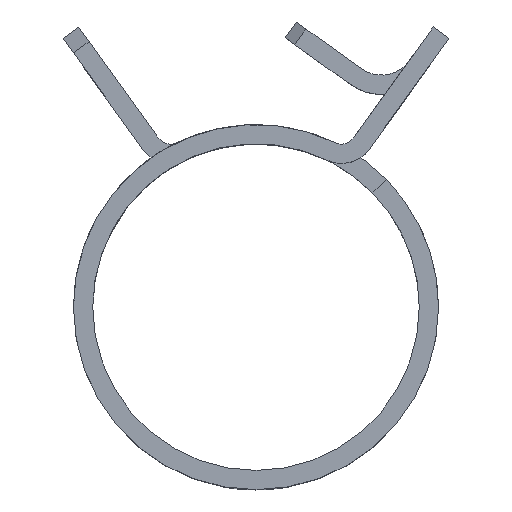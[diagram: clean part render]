
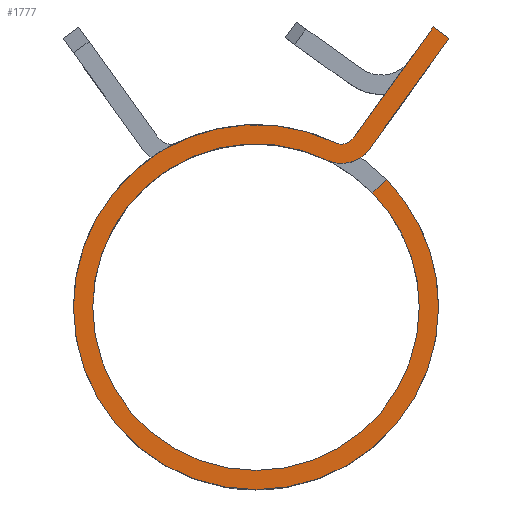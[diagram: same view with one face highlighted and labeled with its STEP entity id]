
A CAD part, top view. The second image highlights one B-rep face of the part: STEP entity #1777.
In plain terms, the highlighted planar face has unit normal (0, 0, 1).
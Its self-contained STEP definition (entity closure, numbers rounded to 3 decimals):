
#274 = DIRECTION ( 'NONE',  ( 1., 0., 0. ) ) ;
#380 = LINE ( 'NONE', #5665, #2197 ) ;
#393 = ORIENTED_EDGE ( 'NONE', *, *, #4027, .F. ) ;
#433 = CARTESIAN_POINT ( 'NONE',  ( 0., 0., 6. ) ) ;
#490 = EDGE_CURVE ( 'NONE', #5603, #3158, #3287, .T. ) ;
#510 = DIRECTION ( 'NONE',  ( 0., 0., 1. ) ) ;
#534 = ORIENTED_EDGE ( 'NONE', *, *, #2191, .T. ) ;
#539 = VERTEX_POINT ( 'NONE', #4825 ) ;
#633 = CIRCLE ( 'NONE', #3518, 11. ) ;
#645 = ORIENTED_EDGE ( 'NONE', *, *, #5993, .F. ) ;
#660 = CARTESIAN_POINT ( 'NONE',  ( 13., 18.119, 6. ) ) ;
#671 = CARTESIAN_POINT ( 'NONE',  ( 12.3, 0., 6. ) ) ;
#698 = DIRECTION ( 'NONE',  ( 1., 0., 0. ) ) ;
#735 = PLANE ( 'NONE',  #2003 ) ;
#873 = DIRECTION ( 'NONE',  ( 0.715, 0.699, 0. ) ) ;
#896 = CIRCLE ( 'NONE', #2692, 11. ) ;
#916 = AXIS2_PLACEMENT_3D ( 'NONE', #433, #3205, #4616 ) ;
#1014 = ORIENTED_EDGE ( 'NONE', *, *, #3748, .F. ) ;
#1029 = DIRECTION ( 'NONE',  ( 1., 0., 0. ) ) ;
#1109 = ORIENTED_EDGE ( 'NONE', *, *, #1158, .F. ) ;
#1158 = EDGE_CURVE ( 'NONE', #3270, #539, #380, .T. ) ;
#1282 = EDGE_CURVE ( 'NONE', #5471, #5923, #4388, .T. ) ;
#1407 = CIRCLE ( 'NONE', #3992, 1. ) ;
#1457 = ORIENTED_EDGE ( 'NONE', *, *, #3983, .T. ) ;
#1504 = AXIS2_PLACEMENT_3D ( 'NONE', #5280, #5315, #3887 ) ;
#1625 = ORIENTED_EDGE ( 'NONE', *, *, #2920, .T. ) ;
#1718 = VECTOR ( 'NONE', #4429, 1000. ) ;
#1777 = ADVANCED_FACE ( 'NONE', ( #2671 ), #735, .T. ) ;
#1802 = DIRECTION ( 'NONE',  ( 1., 0., 0. ) ) ;
#1825 = DIRECTION ( 'NONE',  ( 0., 0., -1. ) ) ;
#1852 = EDGE_CURVE ( 'NONE', #3431, #2733, #896, .T. ) ;
#1916 = CARTESIAN_POINT ( 'NONE',  ( 11.944, 18.877, 6. ) ) ;
#1956 = VERTEX_POINT ( 'NONE', #3471 ) ;
#1961 = CARTESIAN_POINT ( 'NONE',  ( 13., 18.119, 6. ) ) ;
#2003 = AXIS2_PLACEMENT_3D ( 'NONE', #2642, #4547, #274 ) ;
#2095 = AXIS2_PLACEMENT_3D ( 'NONE', #4080, #2249, #1802 ) ;
#2112 = DIRECTION ( 'NONE',  ( 0., 0., 1. ) ) ;
#2191 = EDGE_CURVE ( 'NONE', #3158, #5471, #1407, .T. ) ;
#2197 = VECTOR ( 'NONE', #873, 1000. ) ;
#2249 = DIRECTION ( 'NONE',  ( 0., 0., 1. ) ) ;
#2376 = DIRECTION ( 'NONE',  ( 1., 0., 0. ) ) ;
#2414 = CARTESIAN_POINT ( 'NONE',  ( 6.58, 11.401, 6. ) ) ;
#2423 = DIRECTION ( 'NONE',  ( 0., 0., 1. ) ) ;
#2496 = AXIS2_PLACEMENT_3D ( 'NONE', #5326, #510, #1029 ) ;
#2542 = VERTEX_POINT ( 'NONE', #660 ) ;
#2642 = CARTESIAN_POINT ( 'NONE',  ( 0., 0., 6. ) ) ;
#2671 = FACE_OUTER_BOUND ( 'NONE', #3799, .T. ) ;
#2692 = AXIS2_PLACEMENT_3D ( 'NONE', #3849, #2423, #4663 ) ;
#2703 = CARTESIAN_POINT ( 'NONE',  ( 5.768, 11.984, 6. ) ) ;
#2733 = VERTEX_POINT ( 'NONE', #4988 ) ;
#2777 = CARTESIAN_POINT ( 'NONE',  ( 5.768, 11.984, 6. ) ) ;
#2787 = DIRECTION ( 'NONE',  ( -1., 0., 0. ) ) ;
#2812 = CIRCLE ( 'NONE', #916, 12.3 ) ;
#2845 = CARTESIAN_POINT ( 'NONE',  ( 11.944, 18.877, 6. ) ) ;
#2871 = DIRECTION ( 'NONE',  ( 0., 0., -1. ) ) ;
#2920 = EDGE_CURVE ( 'NONE', #4522, #539, #6067, .T. ) ;
#2983 = CIRCLE ( 'NONE', #2095, 11. ) ;
#3155 = ORIENTED_EDGE ( 'NONE', *, *, #4219, .F. ) ;
#3158 = VERTEX_POINT ( 'NONE', #2414 ) ;
#3205 = DIRECTION ( 'NONE',  ( 0., 0., 1. ) ) ;
#3270 = VERTEX_POINT ( 'NONE', #3635 ) ;
#3287 = LINE ( 'NONE', #4233, #4646 ) ;
#3305 = VECTOR ( 'NONE', #4750, 1000. ) ;
#3431 = VERTEX_POINT ( 'NONE', #4308 ) ;
#3471 = CARTESIAN_POINT ( 'NONE',  ( 4.77, 9.912, 6. ) ) ;
#3518 = AXIS2_PLACEMENT_3D ( 'NONE', #4480, #2112, #698 ) ;
#3635 = CARTESIAN_POINT ( 'NONE',  ( 7.867, 7.688, 6. ) ) ;
#3748 = EDGE_CURVE ( 'NONE', #5603, #2542, #4251, .T. ) ;
#3799 = EDGE_LOOP ( 'NONE', ( #4341, #1457, #1625, #1109, #5300, #4999, #645, #3155, #393, #1014, #5991, #534 ) ) ;
#3849 = CARTESIAN_POINT ( 'NONE',  ( 0., 0., 6. ) ) ;
#3887 = DIRECTION ( 'NONE',  ( 1., 0., 0. ) ) ;
#3983 = EDGE_CURVE ( 'NONE', #5923, #4522, #2812, .T. ) ;
#3992 = AXIS2_PLACEMENT_3D ( 'NONE', #2777, #2871, #2376 ) ;
#4027 = EDGE_CURVE ( 'NONE', #2542, #5311, #4394, .T. ) ;
#4080 = CARTESIAN_POINT ( 'NONE',  ( 0., 0., 6. ) ) ;
#4219 = EDGE_CURVE ( 'NONE', #5311, #1956, #5792, .T. ) ;
#4233 = CARTESIAN_POINT ( 'NONE',  ( 11.944, 18.877, 6. ) ) ;
#4251 = LINE ( 'NONE', #2845, #3305 ) ;
#4308 = CARTESIAN_POINT ( 'NONE',  ( -11., 0., 6. ) ) ;
#4341 = ORIENTED_EDGE ( 'NONE', *, *, #1282, .T. ) ;
#4388 = CIRCLE ( 'NONE', #2496, 12.3 ) ;
#4394 = LINE ( 'NONE', #1961, #1718 ) ;
#4429 = DIRECTION ( 'NONE',  ( -0.583, -0.813, 0. ) ) ;
#4480 = CARTESIAN_POINT ( 'NONE',  ( 0., 0., 6. ) ) ;
#4522 = VERTEX_POINT ( 'NONE', #671 ) ;
#4547 = DIRECTION ( 'NONE',  ( 0., 0., 1. ) ) ;
#4614 = AXIS2_PLACEMENT_3D ( 'NONE', #2703, #1825, #2787 ) ;
#4616 = DIRECTION ( 'NONE',  ( 1., 0., 0. ) ) ;
#4646 = VECTOR ( 'NONE', #5215, 1000. ) ;
#4663 = DIRECTION ( 'NONE',  ( 1., 0., 0. ) ) ;
#4750 = DIRECTION ( 'NONE',  ( 0.813, -0.583, 0. ) ) ;
#4825 = CARTESIAN_POINT ( 'NONE',  ( 8.797, 8.597, 6. ) ) ;
#4988 = CARTESIAN_POINT ( 'NONE',  ( 11., 0., 6. ) ) ;
#4999 = ORIENTED_EDGE ( 'NONE', *, *, #1852, .F. ) ;
#5215 = DIRECTION ( 'NONE',  ( -0.583, -0.813, 0. ) ) ;
#5275 = CARTESIAN_POINT ( 'NONE',  ( 7.637, 10.643, 6. ) ) ;
#5280 = CARTESIAN_POINT ( 'NONE',  ( 0., 0., 6. ) ) ;
#5300 = ORIENTED_EDGE ( 'NONE', *, *, #5429, .F. ) ;
#5311 = VERTEX_POINT ( 'NONE', #5275 ) ;
#5315 = DIRECTION ( 'NONE',  ( 0., 0., 1. ) ) ;
#5326 = CARTESIAN_POINT ( 'NONE',  ( 0., 0., 6. ) ) ;
#5429 = EDGE_CURVE ( 'NONE', #2733, #3270, #633, .T. ) ;
#5471 = VERTEX_POINT ( 'NONE', #6019 ) ;
#5603 = VERTEX_POINT ( 'NONE', #1916 ) ;
#5665 = CARTESIAN_POINT ( 'NONE',  ( 7.867, 7.688, 6. ) ) ;
#5792 = CIRCLE ( 'NONE', #4614, 2.3 ) ;
#5888 = CARTESIAN_POINT ( 'NONE',  ( -12.3, 0., 6. ) ) ;
#5923 = VERTEX_POINT ( 'NONE', #5888 ) ;
#5991 = ORIENTED_EDGE ( 'NONE', *, *, #490, .T. ) ;
#5993 = EDGE_CURVE ( 'NONE', #1956, #3431, #2983, .T. ) ;
#6019 = CARTESIAN_POINT ( 'NONE',  ( 5.334, 11.083, 6. ) ) ;
#6067 = CIRCLE ( 'NONE', #1504, 12.3 ) ;
